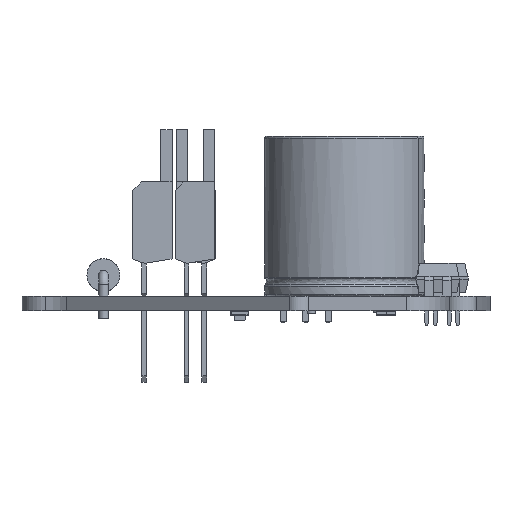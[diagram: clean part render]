
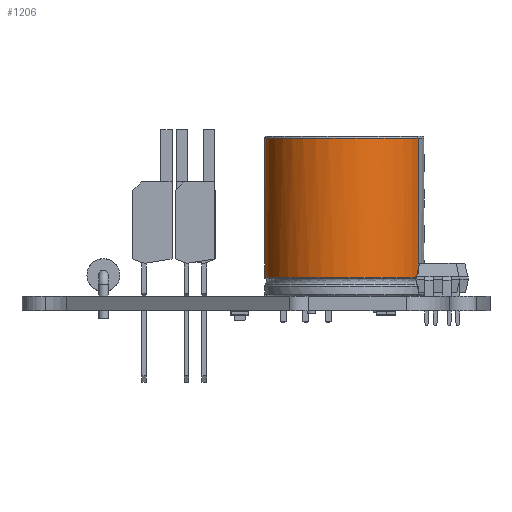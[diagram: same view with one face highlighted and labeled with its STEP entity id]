
A CAD part, left-side view. The second image highlights one B-rep face of the part: STEP entity #1206.
In plain terms, the highlighted cylindrical face has radius 9 mm (diameter 18 mm), a partial arc.
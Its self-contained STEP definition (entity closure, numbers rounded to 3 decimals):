
#853 = VERTEX_POINT('',#854);
#854 = CARTESIAN_POINT('',(12.065,-3.444,
    2.135));
#865 = EDGE_CURVE('',#853,#866,#868,.T.);
#866 = VERTEX_POINT('',#867);
#867 = CARTESIAN_POINT('',(12.065,3.444,2.135
    ));
#868 = B_SPLINE_CURVE_WITH_KNOTS('',12,(#869,#870,#871,#872,#873,#874,
    #875,#876,#877,#878,#879,#880,#881,#882,#883,#884,#885,#886,#887,
    #888,#889,#890,#891,#892,#893,#894,#895,#896,#897,#898,#899,#900,
    #901,#902,#903),.UNSPECIFIED.,.F.,.F.,(13,11,11,13),(-2.108,
    0.,49.48,51.588),.UNSPECIFIED.);
#869 = CARTESIAN_POINT('',(12.872,-1.496,
    2.135));
#870 = CARTESIAN_POINT('',(12.804,-1.66,2.135
    ));
#871 = CARTESIAN_POINT('',(12.736,-1.823,
    2.135));
#872 = CARTESIAN_POINT('',(12.669,-1.986,
    2.135));
#873 = CARTESIAN_POINT('',(12.601,-2.149,2.135
    ));
#874 = CARTESIAN_POINT('',(12.534,-2.312,
    2.135));
#875 = CARTESIAN_POINT('',(12.467,-2.474,2.135
    ));
#876 = CARTESIAN_POINT('',(12.4,-2.636,
    2.135));
#877 = CARTESIAN_POINT('',(12.332,-2.798,2.135
    ));
#878 = CARTESIAN_POINT('',(12.265,-2.96,
    2.135));
#879 = CARTESIAN_POINT('',(12.199,-3.122,
    2.135));
#880 = CARTESIAN_POINT('',(12.132,-3.283,
    2.135));
#881 = CARTESIAN_POINT('',(10.498,-7.227,
    2.135));
#882 = CARTESIAN_POINT('',(7.028,-10.29,2.135
    ));
#883 = CARTESIAN_POINT('',(2.02,-11.504,2.135
    ));
#884 = CARTESIAN_POINT('',(-3.35,-9.925,
    2.135));
#885 = CARTESIAN_POINT('',(-7.348,-5.986,2.135
    ));
#886 = CARTESIAN_POINT('',(-9.352,0.,
    2.135));
#887 = CARTESIAN_POINT('',(-7.348,5.986,2.135
    ));
#888 = CARTESIAN_POINT('',(-3.35,9.925,2.135
    ));
#889 = CARTESIAN_POINT('',(2.02,11.504,2.135)
  );
#890 = CARTESIAN_POINT('',(7.028,10.29,2.135
    ));
#891 = CARTESIAN_POINT('',(10.498,7.227,2.135
    ));
#892 = CARTESIAN_POINT('',(12.132,3.283,2.135
    ));
#893 = CARTESIAN_POINT('',(12.199,3.122,2.135
    ));
#894 = CARTESIAN_POINT('',(12.265,2.96,2.135
    ));
#895 = CARTESIAN_POINT('',(12.332,2.798,2.135)
  );
#896 = CARTESIAN_POINT('',(12.4,2.636,2.135
    ));
#897 = CARTESIAN_POINT('',(12.467,2.474,2.135)
  );
#898 = CARTESIAN_POINT('',(12.534,2.312,2.135
    ));
#899 = CARTESIAN_POINT('',(12.601,2.149,2.135)
  );
#900 = CARTESIAN_POINT('',(12.669,1.986,2.135
    ));
#901 = CARTESIAN_POINT('',(12.736,1.823,2.135
    ));
#902 = CARTESIAN_POINT('',(12.804,1.66,2.135)
  );
#903 = CARTESIAN_POINT('',(12.872,1.496,2.135
    ));
#1206 = ADVANCED_FACE('',(#1207),#1233,.T.);
#1207 = FACE_BOUND('',#1208,.T.);
#1208 = EDGE_LOOP('',(#1209,#1220,#1226,#1227));
#1209 = ORIENTED_EDGE('',*,*,#1210,.T.);
#1210 = EDGE_CURVE('',#1211,#1213,#1215,.T.);
#1211 = VERTEX_POINT('',#1212);
#1212 = CARTESIAN_POINT('',(12.065,-3.444,17.8));
#1213 = VERTEX_POINT('',#1214);
#1214 = CARTESIAN_POINT('',(12.065,3.444,17.8));
#1215 = CIRCLE('',#1216,9.);
#1216 = AXIS2_PLACEMENT_3D('',#1217,#1218,#1219);
#1217 = CARTESIAN_POINT('',(3.75,0.,17.8));
#1218 = DIRECTION('',(0.,-0.,-1.));
#1219 = DIRECTION('',(0.924,-0.383,0.));
#1220 = ORIENTED_EDGE('',*,*,#1221,.F.);
#1221 = EDGE_CURVE('',#866,#1213,#1222,.T.);
#1222 = LINE('',#1223,#1224);
#1223 = CARTESIAN_POINT('',(12.065,3.444,2.));
#1224 = VECTOR('',#1225,1.);
#1225 = DIRECTION('',(0.,0.,1.));
#1226 = ORIENTED_EDGE('',*,*,#865,.F.);
#1227 = ORIENTED_EDGE('',*,*,#1228,.T.);
#1228 = EDGE_CURVE('',#853,#1211,#1229,.T.);
#1229 = LINE('',#1230,#1231);
#1230 = CARTESIAN_POINT('',(12.065,-3.444,2.));
#1231 = VECTOR('',#1232,1.);
#1232 = DIRECTION('',(0.,0.,1.));
#1233 = CYLINDRICAL_SURFACE('',#1234,9.);
#1234 = AXIS2_PLACEMENT_3D('',#1235,#1236,#1237);
#1235 = CARTESIAN_POINT('',(3.75,0.,2.));
#1236 = DIRECTION('',(0.,0.,1.));
#1237 = DIRECTION('',(0.924,-0.383,0.));
